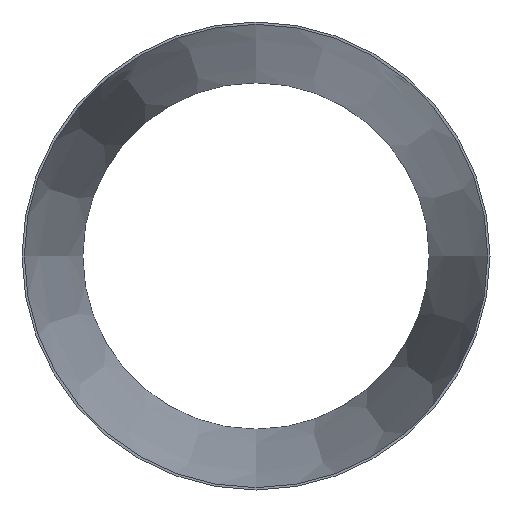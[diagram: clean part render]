
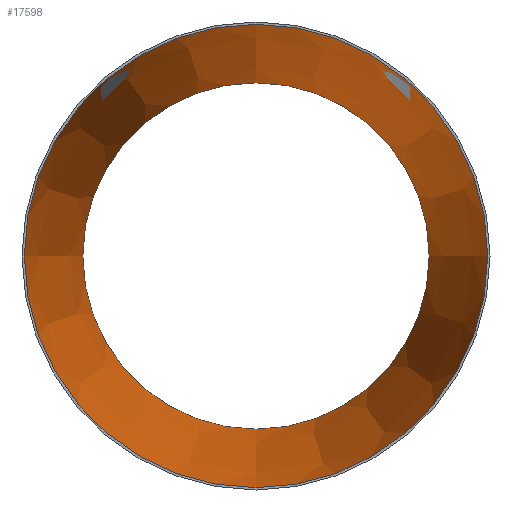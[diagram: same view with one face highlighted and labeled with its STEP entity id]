
A CAD part, front view. The second image highlights one B-rep face of the part: STEP entity #17598.
In plain terms, the highlighted conical face has half-angle 8.531 degrees and reference radius 301.766 mm.
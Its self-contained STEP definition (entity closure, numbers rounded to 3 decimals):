
#924 = VERTEX_POINT ( 'NONE', #22847 ) ;
#2961 = AXIS2_PLACEMENT_3D ( 'NONE', #39307, #25511, #44124 ) ;
#3596 = VERTEX_POINT ( 'NONE', #4306 ) ;
#4230 = CONICAL_SURFACE ( 'NONE', #17287, 301.766, 0.149 ) ;
#4306 = CARTESIAN_POINT ( 'NONE',  ( 0., 508., -225.566 ) ) ;
#9741 = EDGE_LOOP ( 'NONE', ( #33445 ) ) ;
#16295 = FACE_BOUND ( 'NONE', #27484, .T. ) ;
#16436 = CIRCLE ( 'NONE', #41859, 225.566 ) ;
#16527 = DIRECTION ( 'NONE',  ( 0., -1., 0. ) ) ;
#17287 = AXIS2_PLACEMENT_3D ( 'NONE', #42356, #16527, #41876 ) ;
#17598 = ADVANCED_FACE ( 'NONE', ( #16295, #27374 ), #4230, .F. ) ;
#18207 = EDGE_CURVE ( 'NONE', #3596, #3596, #16436, .T. ) ;
#20663 = DIRECTION ( 'NONE',  ( 0., 0., -1. ) ) ;
#22847 = CARTESIAN_POINT ( 'NONE',  ( 0., 0., -301.766 ) ) ;
#23738 = CIRCLE ( 'NONE', #2961, 301.766 ) ;
#25511 = DIRECTION ( 'NONE',  ( 0., -1., 0. ) ) ;
#27374 = FACE_OUTER_BOUND ( 'NONE', #9741, .T. ) ;
#27484 = EDGE_LOOP ( 'NONE', ( #29285 ) ) ;
#28129 = CARTESIAN_POINT ( 'NONE',  ( 0., 508., 0. ) ) ;
#29285 = ORIENTED_EDGE ( 'NONE', *, *, #18207, .F. ) ;
#33309 = EDGE_CURVE ( 'NONE', #924, #924, #23738, .T. ) ;
#33445 = ORIENTED_EDGE ( 'NONE', *, *, #33309, .T. ) ;
#39307 = CARTESIAN_POINT ( 'NONE',  ( 0., 0., 0. ) ) ;
#41859 = AXIS2_PLACEMENT_3D ( 'NONE', #28129, #46035, #20663 ) ;
#41876 = DIRECTION ( 'NONE',  ( 0., 0., -1. ) ) ;
#42356 = CARTESIAN_POINT ( 'NONE',  ( 0., 0., 0. ) ) ;
#44124 = DIRECTION ( 'NONE',  ( 0., 0., -1. ) ) ;
#46035 = DIRECTION ( 'NONE',  ( 0., -1., 0. ) ) ;
